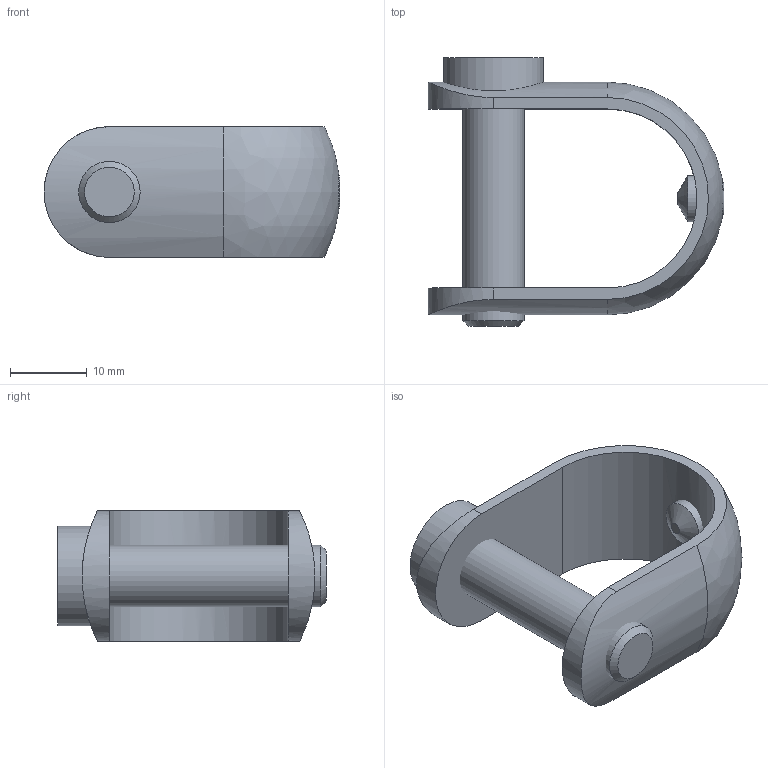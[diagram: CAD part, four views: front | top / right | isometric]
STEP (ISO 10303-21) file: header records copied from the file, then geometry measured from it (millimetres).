
FILE_DESCRIPTION(/* description */ ('-'),/* implementation_level */ '2;1');
FILE_NAME(/* name */ 'e4d3f5f5-15fb-4b8a-a667-4460dd6c939f.stp',/* time_stamp */ '2021-07-09T14:37:55+02:00',/* author */ ('-'),/* organization */ ('Carl Stahl'),/* preprocessor_version */ 'ST-DEVELOPER v18',/* originating_system */ 'Autodesk Inventor 2020',/* authorisation */ '-');
FILE_SCHEMA (('AUTOMOTIVE_DESIGN { 1 0 10303 214 3 1 1 }'));
Length unit declared in the file: millimetre
Products named in the file (4): CX001003; CX900003; DIN 6912 - M8 x 30; ISO 4027 - M6 x 6(1)
Assembly tree (3 placements, depth 2):
  CX001003
    CX900003
    DIN 6912 - M8 x 30
    ISO 4027 - M6 x 6(1)
Bounding box: 38.5 x 35 x 17 mm (x, y, z)
Volume: 5806.5 mm3; surface area: 4758.3 mm2
Topology: 3 solids, 3 shells, 42 faces, 112 edges, 78 vertices
Faces by surface type: plane 22, cylinder 13, cone 6, bspline 1
Full cylindrical faces by diameter (mm): 4 x1, 4.917 x1, 6 x1, 6.647 x1, 6.756 x1, 8 x1, 13 x2
Entity records: 1669 total; most frequent: CARTESIAN_POINT 481, ORIENTED_EDGE 220, DIRECTION 214, EDGE_CURVE 110, AXIS2_PLACEMENT_3D 81, VERTEX_POINT 78, EDGE_LOOP 52, LINE 52
